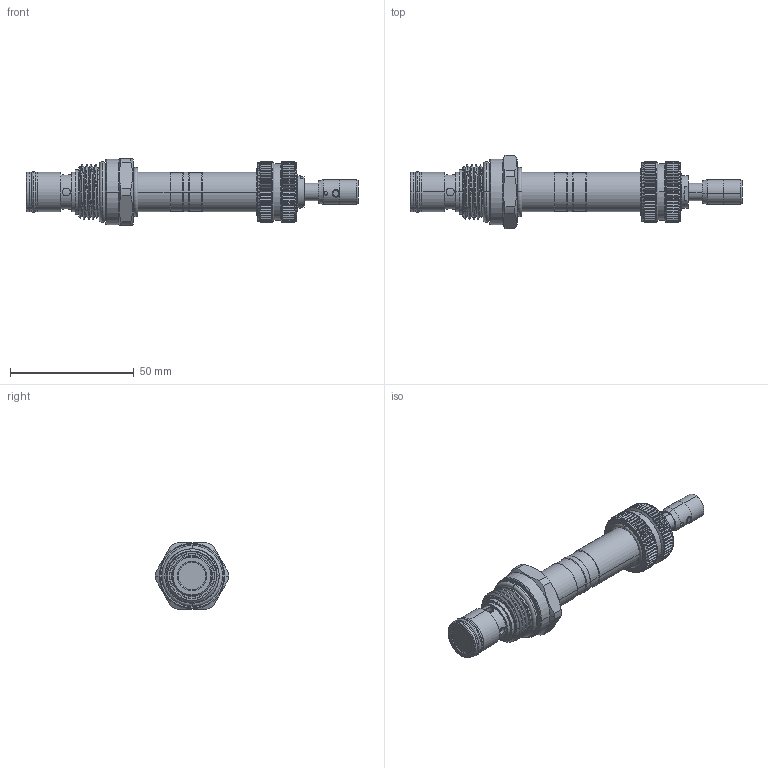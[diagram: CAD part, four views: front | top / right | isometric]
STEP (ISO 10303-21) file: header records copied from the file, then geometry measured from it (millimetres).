
FILE_DESCRIPTION (( 'STEP AP203' ), '1' );
FILE_NAME ('EP10W2C52T04.STEP', '2020-04-08T01:39:58', ( '' ), ( '' ), 'SwSTEP 2.0', 'SolidWorks 2018', '' );
FILE_SCHEMA (( 'CONFIG_CONTROL_DESIGN' ));
Length unit declared in the file: millimetre
Products named in the file (1): EP10W2C52T04
Bounding box: 134.3 x 29.6 x 27 mm (x, y, z)
Volume: 33645.3 mm3; surface area: 11346.3 mm2
Topology: 3 solids, 3 shells, 1017 faces, 2661 edges, 1681 vertices
Faces by surface type: plane 426, cylinder 413, cone 151, torus 16, bspline 11
Entity records: 36263 total; most frequent: CARTESIAN_POINT 12058, ORIENTED_EDGE 5322, DIRECTION 4761, EDGE_CURVE 2661, AXIS2_PLACEMENT_3D 1841, VERTEX_POINT 1681, LINE 1079, VECTOR 1079
